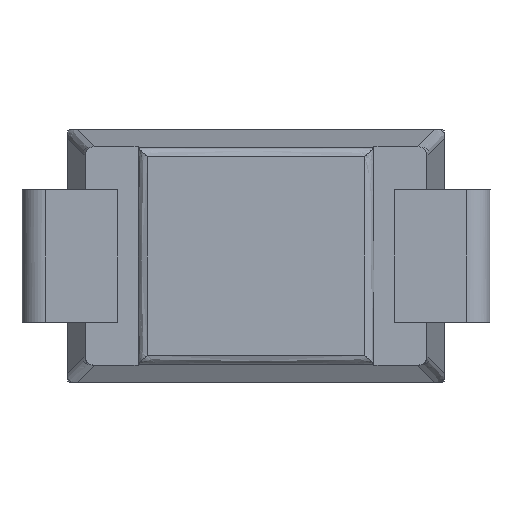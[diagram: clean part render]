
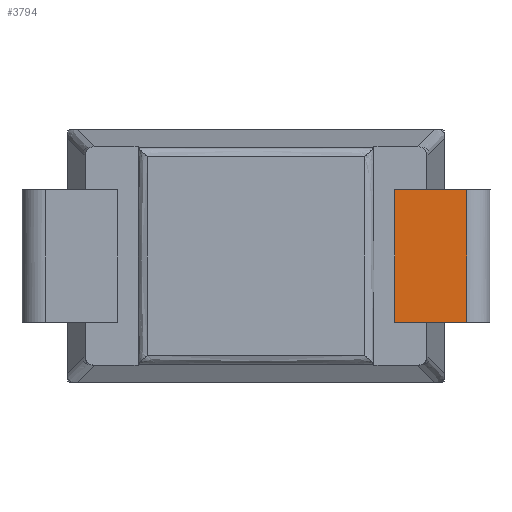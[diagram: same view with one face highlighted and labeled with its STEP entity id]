
A CAD part, front view. The second image highlights one B-rep face of the part: STEP entity #3794.
In plain terms, the highlighted planar face has unit normal (0, -1, 0).
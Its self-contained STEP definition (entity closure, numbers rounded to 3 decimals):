
#2038 = PLANE('',#2039);
#2039 = AXIS2_PLACEMENT_3D('',#2040,#2041,#2042);
#2040 = CARTESIAN_POINT('',(234.49,10.,
    84.255));
#2041 = DIRECTION('',(0.,0.,
    -1.));
#2042 = DIRECTION('',(-1.,0.,
    0.));
#2088 = PLANE('',#2089);
#2089 = AXIS2_PLACEMENT_3D('',#2090,#2091,#2092);
#2090 = CARTESIAN_POINT('',(234.49,10.,
    85.675));
#2091 = DIRECTION('',(0.,0.,
    1.));
#2092 = DIRECTION('',(1.,0.,
    0.));
#3570 = ( BOUNDED_SURFACE() B_SPLINE_SURFACE(2,1,(
    (#3571,#3572)
    ,(#3573,#3574)
    ,(#3575,#3576)
    ,(#3577,#3578)
    ,(#3579,#3580)
    ,(#3581,#3582)
    ,(#3583,#3584)
    ,(#3585,#3586)
    ,(#3587,#3588
)),.UNSPECIFIED.,.T.,.F.,.F.) B_SPLINE_SURFACE_WITH_KNOTS((1,2,2,2,2,2,1
    ),(2,2),(-1.571,0.,1.571,3.142,
    4.712,6.283,7.854),(0.,1.944),
.UNSPECIFIED.) GEOMETRIC_REPRESENTATION_ITEM() RATIONAL_B_SPLINE_SURFACE
((
    (1.,1.)
    ,(0.707,0.707)
    ,(1.,1.)
    ,(0.707,0.707)
    ,(1.,1.)
    ,(0.707,0.707)
    ,(1.,1.)
    ,(0.707,0.707)
,(1.,1.))) REPRESENTATION_ITEM('') SURFACE() );
#3571 = CARTESIAN_POINT('',(233.768,10.522,
    83.993));
#3572 = CARTESIAN_POINT('',(233.768,10.522,85.937
    ));
#3573 = CARTESIAN_POINT('',(233.768,10.272,
    83.993));
#3574 = CARTESIAN_POINT('',(233.768,10.272,85.937
    ));
#3575 = CARTESIAN_POINT('',(234.018,10.272,
    83.993));
#3576 = CARTESIAN_POINT('',(234.018,10.272,
    85.937));
#3577 = CARTESIAN_POINT('',(234.268,10.272,
    83.993));
#3578 = CARTESIAN_POINT('',(234.268,10.272,
    85.937));
#3579 = CARTESIAN_POINT('',(234.268,10.522,
    83.993));
#3580 = CARTESIAN_POINT('',(234.268,10.522,
    85.937));
#3581 = CARTESIAN_POINT('',(234.268,10.772,
    83.993));
#3582 = CARTESIAN_POINT('',(234.268,10.772,
    85.937));
#3583 = CARTESIAN_POINT('',(234.018,10.772,
    83.993));
#3584 = CARTESIAN_POINT('',(234.018,10.772,
    85.937));
#3585 = CARTESIAN_POINT('',(233.768,10.772,
    83.993));
#3586 = CARTESIAN_POINT('',(233.768,10.772,85.937
    ));
#3587 = CARTESIAN_POINT('',(233.768,10.522,
    83.993));
#3588 = CARTESIAN_POINT('',(233.768,10.522,85.937
    ));
#3659 = VERTEX_POINT('',#3660);
#3660 = CARTESIAN_POINT('',(234.018,10.272,
    85.675));
#3703 = EDGE_CURVE('',#3659,#3704,#3706,.T.);
#3704 = VERTEX_POINT('',#3705);
#3705 = CARTESIAN_POINT('',(234.018,10.272,
    84.255));
#3706 = SURFACE_CURVE('',#3707,(#3710,#3739),.PCURVE_S1.);
#3707 = B_SPLINE_CURVE_WITH_KNOTS('',1,(#3708,#3709),.UNSPECIFIED.,.F.,
  .F.,(2,2),(-1.42,0.),.PIECEWISE_BEZIER_KNOTS.);
#3708 = CARTESIAN_POINT('',(234.018,10.272,
    85.675));
#3709 = CARTESIAN_POINT('',(234.018,10.272,
    84.255));
#3710 = PCURVE('',#3570,#3711);
#3711 = DEFINITIONAL_REPRESENTATION('',(#3712),#3738);
#3712 = B_SPLINE_CURVE_WITH_KNOTS('',3,(#3713,#3714,#3715,#3716,#3717,
    #3718,#3719,#3720,#3721,#3722,#3723,#3724,#3725,#3726,#3727,#3728,
    #3729,#3730,#3731,#3732,#3733,#3734,#3735,#3736,#3737),
  .UNSPECIFIED.,.F.,.F.,(4,1,1,1,1,1,1,1,1,1,1,1,1,1,1,1,1,1,1,1,1,1,4),
  (-1.42,-1.355,-1.291,-1.226,-1.162
    ,-1.097,-1.033,-0.968,-0.904,
    -0.839,-0.775,-0.71,-0.645,
    -0.581,-0.516,-0.452,-0.387,
    -0.323,-0.258,-0.194,-0.129,
    -0.065,0.),.UNSPECIFIED.);
#3713 = CARTESIAN_POINT('',(1.571,1.682));
#3714 = CARTESIAN_POINT('',(1.571,1.66));
#3715 = CARTESIAN_POINT('',(1.571,1.617));
#3716 = CARTESIAN_POINT('',(1.571,1.553));
#3717 = CARTESIAN_POINT('',(1.571,1.488));
#3718 = CARTESIAN_POINT('',(1.571,1.424));
#3719 = CARTESIAN_POINT('',(1.571,1.359));
#3720 = CARTESIAN_POINT('',(1.571,1.295));
#3721 = CARTESIAN_POINT('',(1.571,1.23));
#3722 = CARTESIAN_POINT('',(1.571,1.166));
#3723 = CARTESIAN_POINT('',(1.571,1.101));
#3724 = CARTESIAN_POINT('',(1.571,1.037));
#3725 = CARTESIAN_POINT('',(1.571,0.972));
#3726 = CARTESIAN_POINT('',(1.571,0.907));
#3727 = CARTESIAN_POINT('',(1.571,0.843));
#3728 = CARTESIAN_POINT('',(1.571,0.778));
#3729 = CARTESIAN_POINT('',(1.571,0.714));
#3730 = CARTESIAN_POINT('',(1.571,0.649));
#3731 = CARTESIAN_POINT('',(1.571,0.585));
#3732 = CARTESIAN_POINT('',(1.571,0.52));
#3733 = CARTESIAN_POINT('',(1.571,0.456));
#3734 = CARTESIAN_POINT('',(1.571,0.391));
#3735 = CARTESIAN_POINT('',(1.571,0.327));
#3736 = CARTESIAN_POINT('',(1.571,0.284));
#3737 = CARTESIAN_POINT('',(1.571,0.262));
#3738 = ( GEOMETRIC_REPRESENTATION_CONTEXT(2) 
PARAMETRIC_REPRESENTATION_CONTEXT() REPRESENTATION_CONTEXT('2D SPACE',''
  ) );
#3739 = PCURVE('',#3740,#3745);
#3740 = PLANE('',#3741);
#3741 = AXIS2_PLACEMENT_3D('',#3742,#3743,#3744);
#3742 = CARTESIAN_POINT('',(234.815,10.272,
    85.937));
#3743 = DIRECTION('',(0.,-1.,0.));
#3744 = DIRECTION('',(0.,0.,
    1.));
#3745 = DEFINITIONAL_REPRESENTATION('',(#3746),#3749);
#3746 = B_SPLINE_CURVE_WITH_KNOTS('',1,(#3747,#3748),.UNSPECIFIED.,.F.,
  .F.,(2,2),(-1.42,0.),.PIECEWISE_BEZIER_KNOTS.);
#3747 = CARTESIAN_POINT('',(-0.262,0.797));
#3748 = CARTESIAN_POINT('',(-1.682,0.797));
#3749 = ( GEOMETRIC_REPRESENTATION_CONTEXT(2) 
PARAMETRIC_REPRESENTATION_CONTEXT() REPRESENTATION_CONTEXT('2D SPACE',''
  ) );
#3794 = ADVANCED_FACE('',(#3795),#3740,.T.);
#3795 = FACE_BOUND('',#3796,.T.);
#3796 = EDGE_LOOP('',(#3797,#3824,#3842,#3843));
#3797 = ORIENTED_EDGE('',*,*,#3798,.F.);
#3798 = EDGE_CURVE('',#3799,#3801,#3803,.T.);
#3799 = VERTEX_POINT('',#3800);
#3800 = CARTESIAN_POINT('',(233.248,10.272,
    84.255));
#3801 = VERTEX_POINT('',#3802);
#3802 = CARTESIAN_POINT('',(233.248,10.272,
    85.675));
#3803 = SURFACE_CURVE('',#3804,(#3807,#3813),.PCURVE_S1.);
#3804 = B_SPLINE_CURVE_WITH_KNOTS('',1,(#3805,#3806),.UNSPECIFIED.,.F.,
  .F.,(2,2),(0.,1.42),.PIECEWISE_BEZIER_KNOTS.);
#3805 = CARTESIAN_POINT('',(233.248,10.272,
    84.255));
#3806 = CARTESIAN_POINT('',(233.248,10.272,
    85.675));
#3807 = PCURVE('',#3740,#3808);
#3808 = DEFINITIONAL_REPRESENTATION('',(#3809),#3812);
#3809 = B_SPLINE_CURVE_WITH_KNOTS('',1,(#3810,#3811),.UNSPECIFIED.,.F.,
  .F.,(2,2),(0.,1.42),.PIECEWISE_BEZIER_KNOTS.);
#3810 = CARTESIAN_POINT('',(-1.682,1.567));
#3811 = CARTESIAN_POINT('',(-0.262,1.567));
#3812 = ( GEOMETRIC_REPRESENTATION_CONTEXT(2) 
PARAMETRIC_REPRESENTATION_CONTEXT() REPRESENTATION_CONTEXT('2D SPACE',''
  ) );
#3813 = PCURVE('',#3814,#3819);
#3814 = PLANE('',#3815);
#3815 = AXIS2_PLACEMENT_3D('',#3816,#3817,#3818);
#3816 = CARTESIAN_POINT('',(233.248,9.529,85.937
    ));
#3817 = DIRECTION('',(-1.,0.,
    0.));
#3818 = DIRECTION('',(0.,0.,
    -1.));
#3819 = DEFINITIONAL_REPRESENTATION('',(#3820),#3823);
#3820 = B_SPLINE_CURVE_WITH_KNOTS('',1,(#3821,#3822),.UNSPECIFIED.,.F.,
  .F.,(2,2),(0.,1.42),.PIECEWISE_BEZIER_KNOTS.);
#3821 = CARTESIAN_POINT('',(1.682,-0.743));
#3822 = CARTESIAN_POINT('',(0.262,-0.743));
#3823 = ( GEOMETRIC_REPRESENTATION_CONTEXT(2) 
PARAMETRIC_REPRESENTATION_CONTEXT() REPRESENTATION_CONTEXT('2D SPACE',''
  ) );
#3824 = ORIENTED_EDGE('',*,*,#3825,.F.);
#3825 = EDGE_CURVE('',#3704,#3799,#3826,.T.);
#3826 = SURFACE_CURVE('',#3827,(#3830,#3836),.PCURVE_S1.);
#3827 = B_SPLINE_CURVE_WITH_KNOTS('',1,(#3828,#3829),.UNSPECIFIED.,.F.,
  .F.,(2,2),(0.,0.77),.PIECEWISE_BEZIER_KNOTS.);
#3828 = CARTESIAN_POINT('',(234.018,10.272,
    84.255));
#3829 = CARTESIAN_POINT('',(233.248,10.272,
    84.255));
#3830 = PCURVE('',#3740,#3831);
#3831 = DEFINITIONAL_REPRESENTATION('',(#3832),#3835);
#3832 = B_SPLINE_CURVE_WITH_KNOTS('',1,(#3833,#3834),.UNSPECIFIED.,.F.,
  .F.,(2,2),(0.,0.77),.PIECEWISE_BEZIER_KNOTS.);
#3833 = CARTESIAN_POINT('',(-1.682,0.797));
#3834 = CARTESIAN_POINT('',(-1.682,1.567));
#3835 = ( GEOMETRIC_REPRESENTATION_CONTEXT(2) 
PARAMETRIC_REPRESENTATION_CONTEXT() REPRESENTATION_CONTEXT('2D SPACE',''
  ) );
#3836 = PCURVE('',#2038,#3837);
#3837 = DEFINITIONAL_REPRESENTATION('',(#3838),#3841);
#3838 = B_SPLINE_CURVE_WITH_KNOTS('',1,(#3839,#3840),.UNSPECIFIED.,.F.,
  .F.,(2,2),(0.,0.77),.PIECEWISE_BEZIER_KNOTS.);
#3839 = CARTESIAN_POINT('',(0.472,0.272));
#3840 = CARTESIAN_POINT('',(1.242,0.272));
#3841 = ( GEOMETRIC_REPRESENTATION_CONTEXT(2) 
PARAMETRIC_REPRESENTATION_CONTEXT() REPRESENTATION_CONTEXT('2D SPACE',''
  ) );
#3842 = ORIENTED_EDGE('',*,*,#3703,.F.);
#3843 = ORIENTED_EDGE('',*,*,#3844,.F.);
#3844 = EDGE_CURVE('',#3801,#3659,#3845,.T.);
#3845 = SURFACE_CURVE('',#3846,(#3849,#3855),.PCURVE_S1.);
#3846 = B_SPLINE_CURVE_WITH_KNOTS('',1,(#3847,#3848),.UNSPECIFIED.,.F.,
  .F.,(2,2),(-0.77,0.),.PIECEWISE_BEZIER_KNOTS.);
#3847 = CARTESIAN_POINT('',(233.248,10.272,
    85.675));
#3848 = CARTESIAN_POINT('',(234.018,10.272,
    85.675));
#3849 = PCURVE('',#3740,#3850);
#3850 = DEFINITIONAL_REPRESENTATION('',(#3851),#3854);
#3851 = B_SPLINE_CURVE_WITH_KNOTS('',1,(#3852,#3853),.UNSPECIFIED.,.F.,
  .F.,(2,2),(-0.77,0.),.PIECEWISE_BEZIER_KNOTS.);
#3852 = CARTESIAN_POINT('',(-0.262,1.567));
#3853 = CARTESIAN_POINT('',(-0.262,0.797));
#3854 = ( GEOMETRIC_REPRESENTATION_CONTEXT(2) 
PARAMETRIC_REPRESENTATION_CONTEXT() REPRESENTATION_CONTEXT('2D SPACE',''
  ) );
#3855 = PCURVE('',#2088,#3856);
#3856 = DEFINITIONAL_REPRESENTATION('',(#3857),#3860);
#3857 = B_SPLINE_CURVE_WITH_KNOTS('',1,(#3858,#3859),.UNSPECIFIED.,.F.,
  .F.,(2,2),(-0.77,0.),.PIECEWISE_BEZIER_KNOTS.);
#3858 = CARTESIAN_POINT('',(-1.242,0.272));
#3859 = CARTESIAN_POINT('',(-0.472,0.272));
#3860 = ( GEOMETRIC_REPRESENTATION_CONTEXT(2) 
PARAMETRIC_REPRESENTATION_CONTEXT() REPRESENTATION_CONTEXT('2D SPACE',''
  ) );
